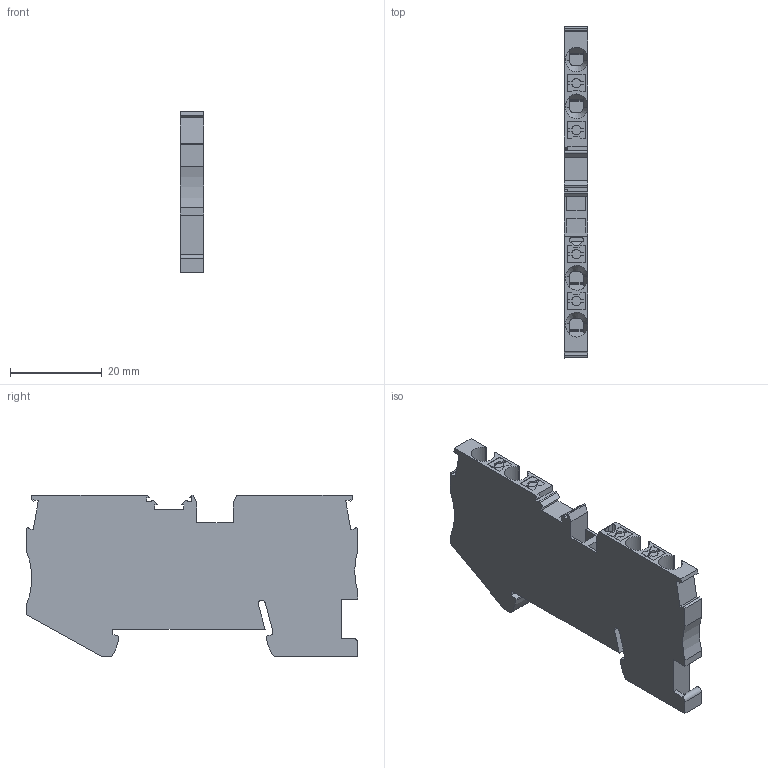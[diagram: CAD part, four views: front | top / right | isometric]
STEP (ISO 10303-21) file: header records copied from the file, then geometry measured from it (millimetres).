
FILE_DESCRIPTION(('Creo Elements/Direct Modeling STEP Export'),'2;1');
FILE_NAME('model.stp','2017-12-16T10:17:26',(''),(''),'Creo Elements/Direct Modeling STEP processor for AP214 (Solid Model)','Creo Elements/Direct Modeling 18.1I 14-Aug-2016 (C) Parametric Technology GmbH','');
FILE_SCHEMA(('AUTOMOTIVE_DESIGN { 1 0 10303 214 1 1 1 1 }'));
Length unit declared in the file: millimetre
Products named in the file (2): PT_2.5_QUATTRO_DIO_L_R-select
Assembly tree (1 placements, depth 2):
  PT_2.5_QUATTRO_DIO_L_R-select
    PT_2.5_QUATTRO_DIO_L_R-select
Bounding box: 5.15 x 72.2 x 35.25 mm (x, y, z)
Volume: 9551.3 mm3; surface area: 6815.5 mm2
Topology: 1 solids, 1 shells, 250 faces, 712 edges, 469 vertices
Faces by surface type: plane 200, cylinder 36, torus 8, cone 4, extrusion 2
Entity records: 11906 total; most frequent: CARTESIAN_POINT 3260, ORIENTED_EDGE 1424, DIRECTION 1283, EDGE_CURVE 712, VECTOR 591, LINE 589, VERTEX_POINT 469, AXIS2_PLACEMENT_3D 346
